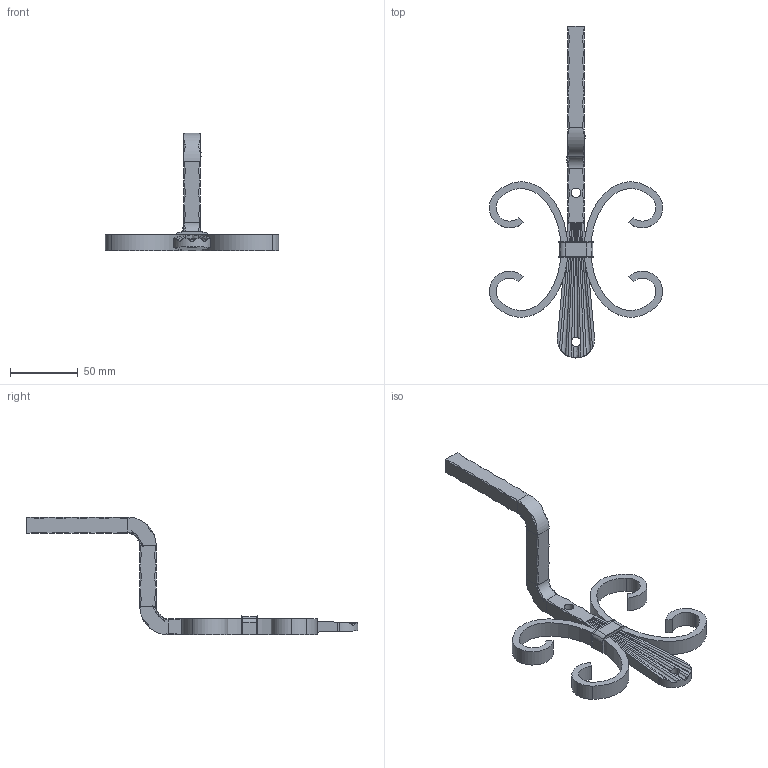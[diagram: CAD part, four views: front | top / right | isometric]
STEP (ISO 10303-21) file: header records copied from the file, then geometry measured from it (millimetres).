
FILE_DESCRIPTION (( 'STEP AP203' ), '1' );
FILE_NAME ('2503.step', '2015-09-17T14:55:45', ( '' ), ( '' ), 'SwSTEP 2.0', 'SolidWorks 2015', '' );
FILE_SCHEMA (( 'CONFIG_CONTROL_DESIGN' ));
Length unit declared in the file: millimetre
Products named in the file (1): 2503
Bounding box: 128 x 245 x 87 mm (x, y, z)
Volume: 74367.1 mm3; surface area: 32697.6 mm2
Topology: 2 solids, 2 shells, 347 faces, 1064 edges, 647 vertices
Faces by surface type: plane 140, bspline 112, torus 60, cylinder 33, cone 2
Entity records: 18039 total; most frequent: CARTESIAN_POINT 9754, ORIENTED_EDGE 1950, DIRECTION 1357, EDGE_CURVE 975, VERTEX_POINT 647, AXIS2_PLACEMENT_3D 453, VECTOR 451, LINE 451
